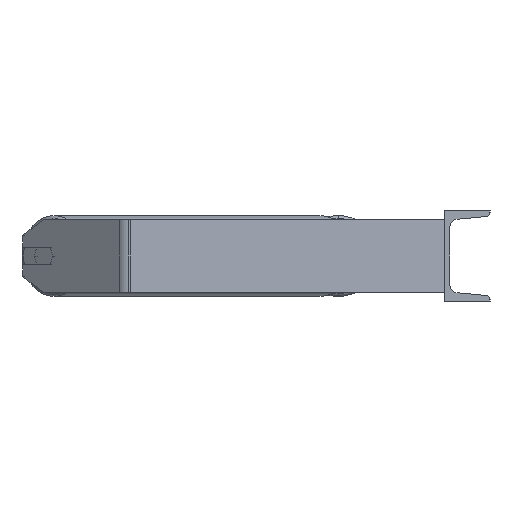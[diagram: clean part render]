
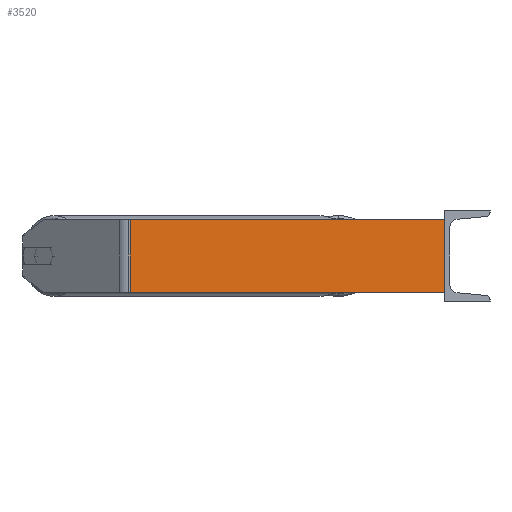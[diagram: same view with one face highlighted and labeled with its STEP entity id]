
A CAD part, left-side view. The second image highlights one B-rep face of the part: STEP entity #3520.
In plain terms, the highlighted planar face has unit normal (-0.996, -0.087, 0).
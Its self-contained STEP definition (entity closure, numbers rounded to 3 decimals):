
#181 = CARTESIAN_POINT ( 'NONE',  ( -715.826, 352.338, 40. ) ) ;
#490 = CARTESIAN_POINT ( 'NONE',  ( -685., 0., 40. ) ) ;
#548 = CARTESIAN_POINT ( 'NONE',  ( -715.826, 352.338, -40. ) ) ;
#958 = LINE ( 'NONE', #2485, #4691 ) ;
#1619 = DIRECTION ( 'NONE',  ( 0.996, 0.087, 0. ) ) ;
#1662 = PLANE ( 'NONE',  #6702 ) ;
#1903 = ORIENTED_EDGE ( 'NONE', *, *, #6287, .F. ) ;
#1989 = DIRECTION ( 'NONE',  ( 0., 0., -1. ) ) ;
#2028 = VECTOR ( 'NONE', #8309, 1000. ) ;
#2044 = VERTEX_POINT ( 'NONE', #5808 ) ;
#2485 = CARTESIAN_POINT ( 'NONE',  ( -715.826, 352.338, 40. ) ) ;
#2624 = ORIENTED_EDGE ( 'NONE', *, *, #3689, .T. ) ;
#2824 = VERTEX_POINT ( 'NONE', #7236 ) ;
#2991 = VERTEX_POINT ( 'NONE', #8129 ) ;
#3154 = EDGE_LOOP ( 'NONE', ( #7815, #6587, #1903, #2624 ) ) ;
#3326 = DIRECTION ( 'NONE',  ( 0., 0., -1. ) ) ;
#3520 = ADVANCED_FACE ( 'NONE', ( #5821 ), #1662, .F. ) ;
#3689 = EDGE_CURVE ( 'NONE', #2824, #2991, #5422, .T. ) ;
#3784 = DIRECTION ( 'NONE',  ( -0.087, 0.996, 0. ) ) ;
#3809 = VECTOR ( 'NONE', #3326, 1000. ) ;
#4012 = LINE ( 'NONE', #548, #2028 ) ;
#4490 = VECTOR ( 'NONE', #1989, 1000. ) ;
#4691 = VECTOR ( 'NONE', #5261, 1000. ) ;
#5261 = DIRECTION ( 'NONE',  ( 0.087, -0.996, 0. ) ) ;
#5422 = LINE ( 'NONE', #7534, #4490 ) ;
#5808 = CARTESIAN_POINT ( 'NONE',  ( -685., 0., -40. ) ) ;
#5821 = FACE_OUTER_BOUND ( 'NONE', #3154, .T. ) ;
#5937 = EDGE_CURVE ( 'NONE', #2991, #2044, #4012, .T. ) ;
#6287 = EDGE_CURVE ( 'NONE', #2824, #8862, #958, .T. ) ;
#6587 = ORIENTED_EDGE ( 'NONE', *, *, #8550, .F. ) ;
#6702 = AXIS2_PLACEMENT_3D ( 'NONE', #181, #1619, #3784 ) ;
#7236 = CARTESIAN_POINT ( 'NONE',  ( -715.248, 345.736, 40. ) ) ;
#7534 = CARTESIAN_POINT ( 'NONE',  ( -715.248, 345.736, 40. ) ) ;
#7815 = ORIENTED_EDGE ( 'NONE', *, *, #5937, .T. ) ;
#8129 = CARTESIAN_POINT ( 'NONE',  ( -715.248, 345.736, -40. ) ) ;
#8309 = DIRECTION ( 'NONE',  ( 0.087, -0.996, 0. ) ) ;
#8550 = EDGE_CURVE ( 'NONE', #8862, #2044, #9094, .T. ) ;
#8846 = CARTESIAN_POINT ( 'NONE',  ( -685., 0., 40. ) ) ;
#8862 = VERTEX_POINT ( 'NONE', #8846 ) ;
#9094 = LINE ( 'NONE', #490, #3809 ) ;
